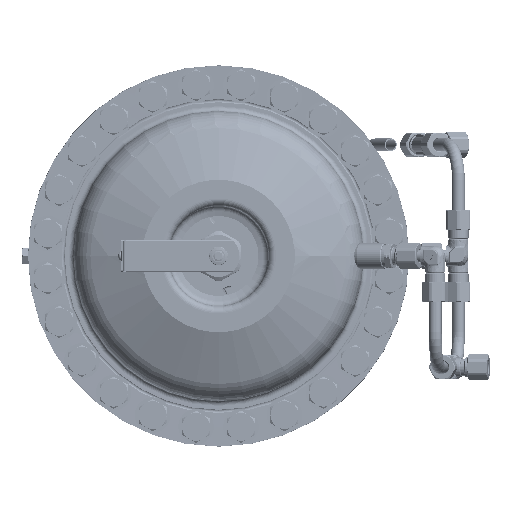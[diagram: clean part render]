
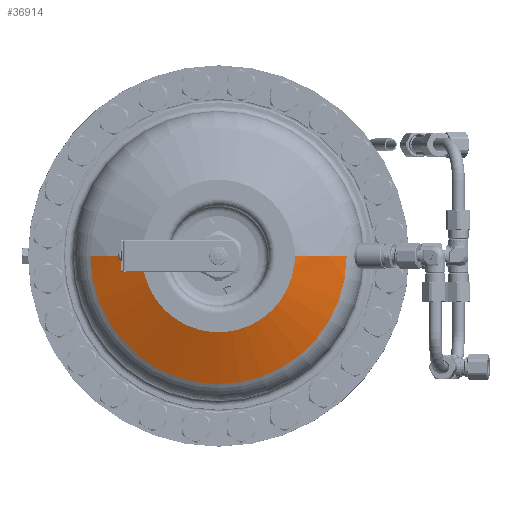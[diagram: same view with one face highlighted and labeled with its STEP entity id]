
A CAD part, front view. The second image highlights one B-rep face of the part: STEP entity #36914.
In plain terms, the highlighted spherical face has radius 224 mm.
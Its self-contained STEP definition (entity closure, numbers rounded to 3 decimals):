
#34794=CARTESIAN_POINT('',(0.,87.604,0.));
#34795=DIRECTION('',(0.,-1.,0.));
#34796=DIRECTION('',(1.,0.,0.));
#34797=AXIS2_PLACEMENT_3D('',#34794,#34795,#34796);
#34799=CARTESIAN_POINT('',(0.,-129.,0.));
#34800=DIRECTION('',(0.,0.,1.));
#34801=DIRECTION('',(0.45,0.893,0.));
#34802=AXIS2_PLACEMENT_3D('',#34799,#34800,#34801);
#34809=CARTESIAN_POINT('',(0.,-129.,0.));
#34810=DIRECTION('',(0.,0.,1.));
#34811=DIRECTION('',(-0.255,0.967,0.));
#34812=AXIS2_PLACEMENT_3D('',#34809,#34810,#34811);
#34868=CARTESIAN_POINT('',(0.,71.038,0.));
#34869=DIRECTION('',(0.,1.,0.));
#34870=DIRECTION('',(-1.,0.,0.));
#34871=AXIS2_PLACEMENT_3D('',#34868,#34869,#34870);
#35186=CARTESIAN_POINT('',(-100.8,71.038,0.));
#35188=VERTEX_POINT('',#35186);
#35202=CARTESIAN_POINT('',(100.8,71.038,0.));
#35203=VERTEX_POINT('',#35202);
#35278=CARTESIAN_POINT('',(57.086,87.604,0.));
#35280=VERTEX_POINT('',#35278);
#35288=CARTESIAN_POINT('',(-57.086,87.604,
0.));
#35290=VERTEX_POINT('',#35288);
#36900=CARTESIAN_POINT('',(0.,-129.,0.));
#36901=DIRECTION('',(0.,-1.,0.));
#36902=DIRECTION('',(-1.,0.,0.));
#36903=AXIS2_PLACEMENT_3D('',#36900,#36901,#36902);
#36904=SPHERICAL_SURFACE('',#36903,224.);
#36906=ORIENTED_EDGE('',*,*,#36905,.F.);
#36907=ORIENTED_EDGE('',*,*,#36893,.F.);
#36909=ORIENTED_EDGE('',*,*,#36908,.F.);
#36911=ORIENTED_EDGE('',*,*,#36910,.F.);
#36912=EDGE_LOOP('',(#36906,#36907,#36909,#36911));
#36913=FACE_OUTER_BOUND('',#36912,.F.);
#36914=ADVANCED_FACE('',(#36913),#36904,.T.);
#34798=CIRCLE('',#34797,57.086);
#34803=CIRCLE('',#34802,224.);
#34813=CIRCLE('',#34812,224.);
#34872=CIRCLE('',#34871,100.8);
#36893=EDGE_CURVE('',#35280,#35290,#34798,.T.);
#36905=EDGE_CURVE('',#35290,#35188,#34813,.T.);
#36908=EDGE_CURVE('',#35203,#35280,#34803,.T.);
#36910=EDGE_CURVE('',#35188,#35203,#34872,.T.);
